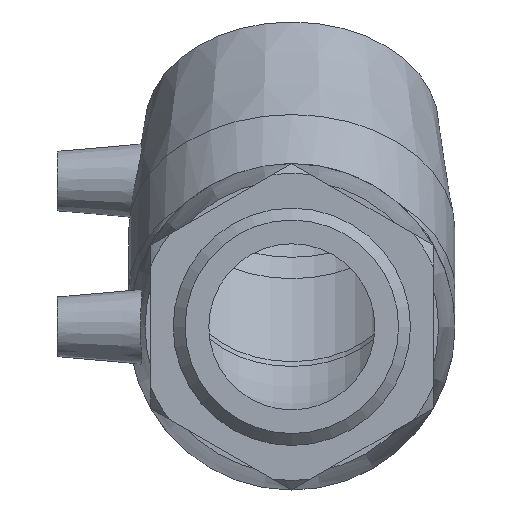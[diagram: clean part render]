
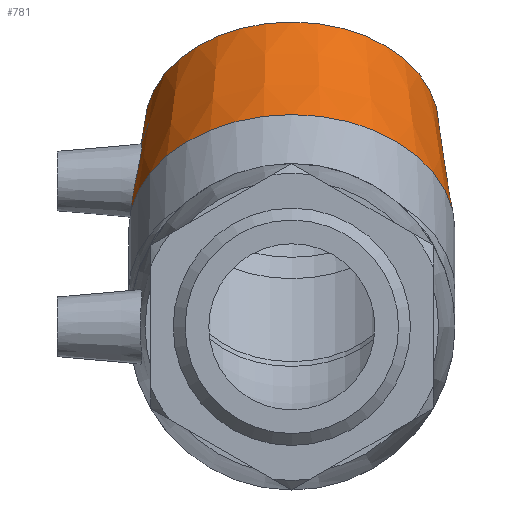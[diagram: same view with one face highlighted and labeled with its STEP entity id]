
A CAD part, left-side view. The second image highlights one B-rep face of the part: STEP entity #781.
In plain terms, the highlighted conical face has half-angle 6.323 degrees and reference radius 38.95 mm.
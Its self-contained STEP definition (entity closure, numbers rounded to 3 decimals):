
#15=B_SPLINE_CURVE_WITH_KNOTS('',3,(#1394,#1395,#1396,#1397,#1398,#1399,
#1400,#1401,#1402,#1403,#1404,#1405,#1406,#1407,#1408,#1409,#1410,#1411,
#1412,#1413,#1414,#1415,#1416,#1417,#1418,#1419,#1420,#1421,#1422,#1423,
#1424,#1425,#1426,#1427),.UNSPECIFIED.,.T.,.F.,(4,2,2,2,2,2,2,2,2,2,2,2,
2,2,2,2,4),(0.,0.343,0.687,1.032,1.378,
1.723,2.069,2.412,2.756,3.12,
3.484,3.842,4.199,4.556,4.913,
5.278,5.642),.UNSPECIFIED.);
#141=FACE_BOUND('',#284,.T.);
#142=FACE_BOUND('',#285,.T.);
#201=FACE_OUTER_BOUND('',#283,.T.);
#283=EDGE_LOOP('',(#688));
#284=EDGE_LOOP('',(#689));
#285=EDGE_LOOP('',(#690));
#346=CIRCLE('',#871,41.);
#350=CIRCLE('',#882,36.9);
#419=VERTEX_POINT('',#1389);
#420=VERTEX_POINT('',#1393);
#424=VERTEX_POINT('',#1439);
#512=EDGE_CURVE('',#419,#419,#346,.T.);
#514=EDGE_CURVE('',#420,#420,#15,.T.);
#518=EDGE_CURVE('',#424,#424,#350,.T.);
#688=ORIENTED_EDGE('',*,*,#512,.F.);
#689=ORIENTED_EDGE('',*,*,#514,.T.);
#690=ORIENTED_EDGE('',*,*,#518,.T.);
#732=CONICAL_SURFACE('',#883,38.95,6.323);
#781=ADVANCED_FACE('',(#201,#141,#142),#732,.T.);
#871=AXIS2_PLACEMENT_3D('',#1390,#1071,#1072);
#882=AXIS2_PLACEMENT_3D('',#1440,#1093,#1094);
#883=AXIS2_PLACEMENT_3D('',#1441,#1095,#1096);
#1071=DIRECTION('center_axis',(-0.707,0.,
-0.707));
#1072=DIRECTION('ref_axis',(-0.707,0.,0.707));
#1093=DIRECTION('center_axis',(-0.707,0.,
-0.707));
#1094=DIRECTION('ref_axis',(-0.707,0.,0.707));
#1095=DIRECTION('center_axis',(-0.707,0.,
-0.707));
#1096=DIRECTION('ref_axis',(0.,1.,0.));
#1389=CARTESIAN_POINT('',(24.333,41.,24.333));
#1390=CARTESIAN_POINT('Origin',(24.333,0.,
24.333));
#1393=CARTESIAN_POINT('',(43.47,37.902,30.261));
#1394=CARTESIAN_POINT('Ctrl Pts',(43.47,37.902,30.261));
#1395=CARTESIAN_POINT('Ctrl Pts',(44.253,37.78,31.087));
#1396=CARTESIAN_POINT('Ctrl Pts',(44.927,37.707,32.127));
#1397=CARTESIAN_POINT('Ctrl Pts',(45.804,37.678,34.393));
#1398=CARTESIAN_POINT('Ctrl Pts',(46.006,37.718,35.619));
#1399=CARTESIAN_POINT('Ctrl Pts',(45.963,37.824,37.913));
#1400=CARTESIAN_POINT('Ctrl Pts',(45.714,37.897,39.136));
#1401=CARTESIAN_POINT('Ctrl Pts',(44.754,38.006,41.386));
#1402=CARTESIAN_POINT('Ctrl Pts',(44.042,38.039,42.414));
#1403=CARTESIAN_POINT('Ctrl Pts',(42.414,38.039,44.042));
#1404=CARTESIAN_POINT('Ctrl Pts',(41.386,38.006,44.754));
#1405=CARTESIAN_POINT('Ctrl Pts',(39.136,37.897,45.714));
#1406=CARTESIAN_POINT('Ctrl Pts',(37.913,37.824,45.963));
#1407=CARTESIAN_POINT('Ctrl Pts',(35.619,37.718,46.006));
#1408=CARTESIAN_POINT('Ctrl Pts',(34.393,37.678,45.804));
#1409=CARTESIAN_POINT('Ctrl Pts',(32.127,37.707,44.927));
#1410=CARTESIAN_POINT('Ctrl Pts',(31.087,37.78,44.253));
#1411=CARTESIAN_POINT('Ctrl Pts',(29.385,38.032,42.639));
#1412=CARTESIAN_POINT('Ctrl Pts',(28.635,38.235,41.578));
#1413=CARTESIAN_POINT('Ctrl Pts',(27.643,38.714,39.252));
#1414=CARTESIAN_POINT('Ctrl Pts',(27.4,38.988,37.985));
#1415=CARTESIAN_POINT('Ctrl Pts',(27.399,39.457,35.626));
#1416=CARTESIAN_POINT('Ctrl Pts',(27.631,39.686,34.374));
#1417=CARTESIAN_POINT('Ctrl Pts',(28.588,40.003,32.06));
#1418=CARTESIAN_POINT('Ctrl Pts',(29.313,40.088,30.997));
#1419=CARTESIAN_POINT('Ctrl Pts',(30.997,40.088,29.313));
#1420=CARTESIAN_POINT('Ctrl Pts',(32.06,40.003,28.588));
#1421=CARTESIAN_POINT('Ctrl Pts',(34.374,39.686,27.631));
#1422=CARTESIAN_POINT('Ctrl Pts',(35.626,39.457,27.399));
#1423=CARTESIAN_POINT('Ctrl Pts',(37.985,38.988,27.4));
#1424=CARTESIAN_POINT('Ctrl Pts',(39.252,38.714,27.643));
#1425=CARTESIAN_POINT('Ctrl Pts',(41.578,38.235,28.635));
#1426=CARTESIAN_POINT('Ctrl Pts',(42.639,38.032,29.385));
#1427=CARTESIAN_POINT('Ctrl Pts',(43.47,37.902,30.261));
#1439=CARTESIAN_POINT('',(50.496,36.9,50.496));
#1440=CARTESIAN_POINT('Origin',(50.496,0.,50.496));
#1441=CARTESIAN_POINT('Origin',(37.414,0.,
37.414));
